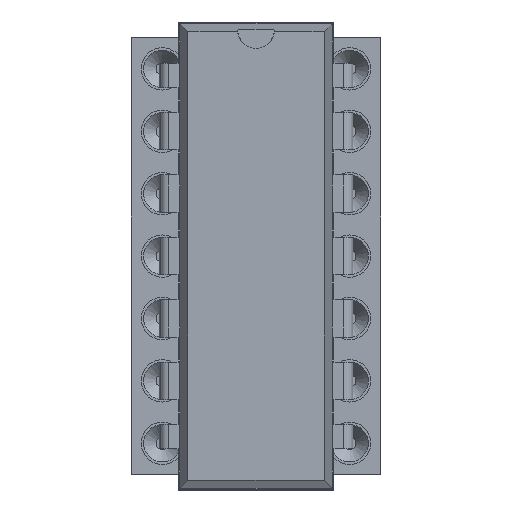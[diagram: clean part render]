
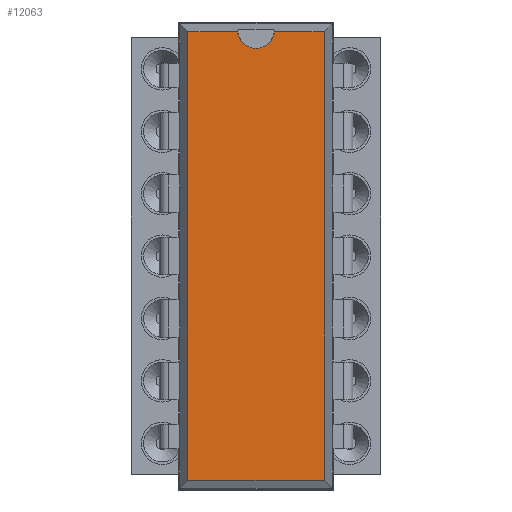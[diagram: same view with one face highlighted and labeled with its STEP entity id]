
A CAD part, top view. The second image highlights one B-rep face of the part: STEP entity #12063.
In plain terms, the highlighted planar face has unit normal (0, 0, 1).
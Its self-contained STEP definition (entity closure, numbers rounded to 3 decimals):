
#8930 = VERTEX_POINT('',#8931);
#8931 = CARTESIAN_POINT('',(6.586,1.506,7.28));
#8936 = EDGE_CURVE('',#8937,#8930,#8939,.T.);
#8937 = VERTEX_POINT('',#8938);
#8938 = CARTESIAN_POINT('',(6.586,-16.746,7.28));
#8939 = LINE('',#8940,#8941);
#8940 = CARTESIAN_POINT('',(6.586,-16.746,7.28));
#8941 = VECTOR('',#8942,1.);
#8942 = DIRECTION('',(0.,1.,0.));
#10296 = VERTEX_POINT('',#10297);
#10297 = CARTESIAN_POINT('',(1.034,1.506,7.28));
#10302 = EDGE_CURVE('',#10303,#10296,#10305,.T.);
#10303 = VERTEX_POINT('',#10304);
#10304 = CARTESIAN_POINT('',(3.064,1.506,7.28));
#10305 = LINE('',#10306,#10307);
#10306 = CARTESIAN_POINT('',(6.586,1.506,7.28));
#10307 = VECTOR('',#10308,1.);
#10308 = DIRECTION('',(-1.,0.,0.));
#10523 = VERTEX_POINT('',#10524);
#10524 = CARTESIAN_POINT('',(4.556,1.506,7.28));
#10628 = EDGE_CURVE('',#8930,#10523,#10629,.T.);
#10629 = LINE('',#10630,#10631);
#10630 = CARTESIAN_POINT('',(6.586,1.506,7.28));
#10631 = VECTOR('',#10632,1.);
#10632 = DIRECTION('',(-1.,0.,0.));
#10693 = VERTEX_POINT('',#10694);
#10694 = CARTESIAN_POINT('',(1.034,-16.746,7.28));
#10699 = EDGE_CURVE('',#10296,#10693,#10700,.T.);
#10700 = LINE('',#10701,#10702);
#10701 = CARTESIAN_POINT('',(1.034,1.506,7.28));
#10702 = VECTOR('',#10703,1.);
#10703 = DIRECTION('',(0.,-1.,0.));
#12052 = EDGE_CURVE('',#10693,#8937,#12053,.T.);
#12053 = LINE('',#12054,#12055);
#12054 = CARTESIAN_POINT('',(1.034,-16.746,7.28));
#12055 = VECTOR('',#12056,1.);
#12056 = DIRECTION('',(1.,0.,0.));
#12063 = ADVANCED_FACE('',(#12064),#12087,.F.);
#12064 = FACE_BOUND('',#12065,.F.);
#12065 = EDGE_LOOP('',(#12066,#12067,#12068,#12069,#12070,#12079,#12086)
  );
#12066 = ORIENTED_EDGE('',*,*,#8936,.F.);
#12067 = ORIENTED_EDGE('',*,*,#12052,.F.);
#12068 = ORIENTED_EDGE('',*,*,#10699,.F.);
#12069 = ORIENTED_EDGE('',*,*,#10302,.F.);
#12070 = ORIENTED_EDGE('',*,*,#12071,.F.);
#12071 = EDGE_CURVE('',#12072,#10303,#12074,.T.);
#12072 = VERTEX_POINT('',#12073);
#12073 = CARTESIAN_POINT('',(3.81,0.831,7.28));
#12074 = CIRCLE('',#12075,0.75);
#12075 = AXIS2_PLACEMENT_3D('',#12076,#12077,#12078);
#12076 = CARTESIAN_POINT('',(3.81,1.581,7.28));
#12077 = DIRECTION('',(0.,0.,-1.));
#12078 = DIRECTION('',(0.,-1.,0.));
#12079 = ORIENTED_EDGE('',*,*,#12080,.F.);
#12080 = EDGE_CURVE('',#10523,#12072,#12081,.T.);
#12081 = CIRCLE('',#12082,0.75);
#12082 = AXIS2_PLACEMENT_3D('',#12083,#12084,#12085);
#12083 = CARTESIAN_POINT('',(3.81,1.581,7.28));
#12084 = DIRECTION('',(0.,0.,-1.));
#12085 = DIRECTION('',(0.,-1.,0.));
#12086 = ORIENTED_EDGE('',*,*,#10628,.F.);
#12087 = PLANE('',#12088);
#12088 = AXIS2_PLACEMENT_3D('',#12089,#12090,#12091);
#12089 = CARTESIAN_POINT('',(6.586,-16.746,7.28));
#12090 = DIRECTION('',(0.,0.,-1.));
#12091 = DIRECTION('',(-0.291,0.957,0.));
